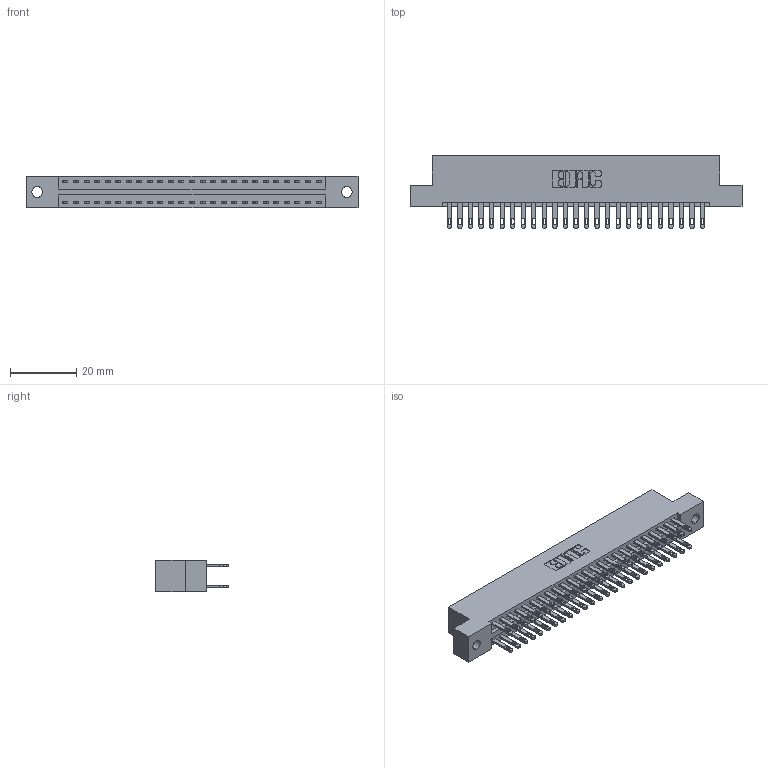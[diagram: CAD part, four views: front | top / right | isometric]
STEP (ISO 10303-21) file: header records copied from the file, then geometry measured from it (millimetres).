
FILE_DESCRIPTION (( 'STEP AP203' ), '1' );
FILE_NAME ('346-050-500-202.STEP', '2022-05-20T22:30:35', ( '' ), ( '' ), 'SwSTEP 2.0', 'SolidWorks 2020', '' );
FILE_SCHEMA (( 'CONFIG_CONTROL_DESIGN' ));
Length unit declared in the file: inch
Products named in the file (3): 346 Part_Flush Mounting Lugs - 0.128 Dia; 345-292-001_345-293-100; 346-050-500-202
Assembly tree (51 placements, depth 2):
  346-050-500-202
    346 Part_Flush Mounting Lugs - 0.128 Dia
    345-292-001_345-293-100  x50
Bounding box: 99.95 x 21.84 x 9.4 mm (x, y, z)
Volume: 9730.3 mm3; surface area: 13361.9 mm2
Topology: 51 solids, 51 shells, 2522 faces, 7679 edges, 5118 vertices
Faces by surface type: plane 1526, cylinder 996
Entity records: 18537 total; most frequent: CARTESIAN_POINT 3076, ORIENTED_EDGE 3010, DIRECTION 2765, EDGE_CURVE 1505, VECTOR 1269, LINE 1269, VERTEX_POINT 1002, AXIS2_PLACEMENT_3D 748
